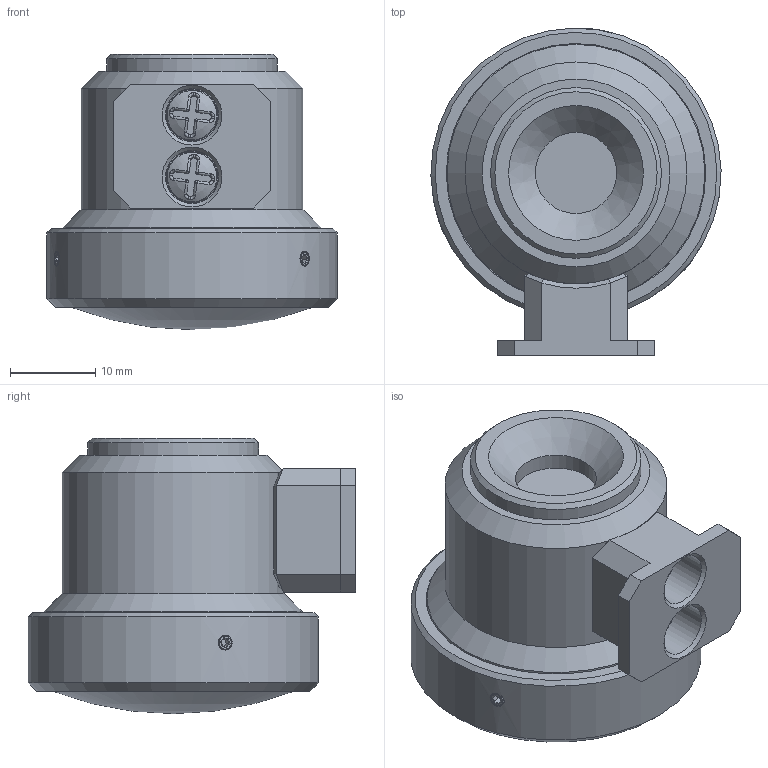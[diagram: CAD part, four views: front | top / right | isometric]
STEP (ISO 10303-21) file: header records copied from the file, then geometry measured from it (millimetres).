
FILE_DESCRIPTION(/* description */ (''),/* implementation_level */ '2;1');
FILE_NAME(/* name */ 'sam7_5_viewFinder_deathLensFisheye_forCNC_assembly',/* time_stamp */ '2023-12-08T13:12:31-05:00',/* author */ ('George Moua'),/* organization */ ('Archive 663'),/* preprocessor_version */ 'ST-DEVELOPER v16.7',/* originating_system */ 'Solid Edge',/* authorisation */ 'Unknown');
FILE_SCHEMA (('AUTOMOTIVE_DESIGN {1 0 10303 214 3 1 1}'));
Length unit declared in the file: millimetre
Products named in the file (11): sam7_5_viewFinder; sam7_5_MFT-LM_viewFinderBody_deathLensFisheye_forCNC; sam7_5_MFT-LM_viewFinder_deathLensFisheye_frontGlassElement; M3_panHead_6mm; sam7_5_MFT-LM_viewFinderCollar_deathLensFisheye_-1mm; sam7_5_MFT-LM_viewFinder_120deg_rearGlassElement; sam7_5_MFT-LM_viewFinderCap_deathLensFisheye_forCNC; sam7_5_MFT-LM_viewFinderColdShoe_deathLensFisheye_forCNC; sam7_5_MFT-LM_viewFinder_120deg_frontGlassElement; sam7_5_MFT-LM_viewFinder_198deg_middleGlassElement; M2_setScrew_3mm
Assembly tree (13 placements, depth 2):
  sam7_5_viewFinder
    sam7_5_MFT-LM_viewFinderBody_deathLensFisheye_forCNC
    sam7_5_MFT-LM_viewFinder_deathLensFisheye_frontGlassElement
    M3_panHead_6mm  x2
    sam7_5_MFT-LM_viewFinderCollar_deathLensFisheye_-1mm
    sam7_5_MFT-LM_viewFinder_120deg_rearGlassElement
    sam7_5_MFT-LM_viewFinderCap_deathLensFisheye_forCNC
    sam7_5_MFT-LM_viewFinderColdShoe_deathLensFisheye_forCNC
    sam7_5_MFT-LM_viewFinder_120deg_frontGlassElement
    sam7_5_MFT-LM_viewFinder_198deg_middleGlassElement
    M2_setScrew_3mm  x3
Bounding box: 33.99 x 38.4 x 32.25 mm (x, y, z)
Volume: 17872 mm3; surface area: 12862.4 mm2
Topology: 15 solids, 15 shells, 288 faces, 670 edges, 411 vertices
Faces by surface type: plane 118, cylinder 66, bspline 30, cone 29, torus 28, sphere 17
Full cylindrical faces by diameter (mm): 1.75 x3, 2.5 x2, 3.1 x2, 6 x2, 6.2 x2, 9.5 x1, 9.8 x1, 10.2 x1, 10.4 x1, 12 x1, 13 x1, 13.8 x1, 14.55 x1, 14.8 x1, 19.5 x1, 19.7 x1, 20 x1, 26 x1, 28.4 x1, 28.8 x1, 30 x1, 30.2 x1, 30.4 x1, 34 x1
Entity records: 10652 total; most frequent: CARTESIAN_POINT 6714, DIRECTION 742, ORIENTED_EDGE 646, EDGE_CURVE 323, AXIS2_PLACEMENT_3D 316, EDGE_LOOP 259, FACE_BOUND 259, VERTEX_POINT 228
